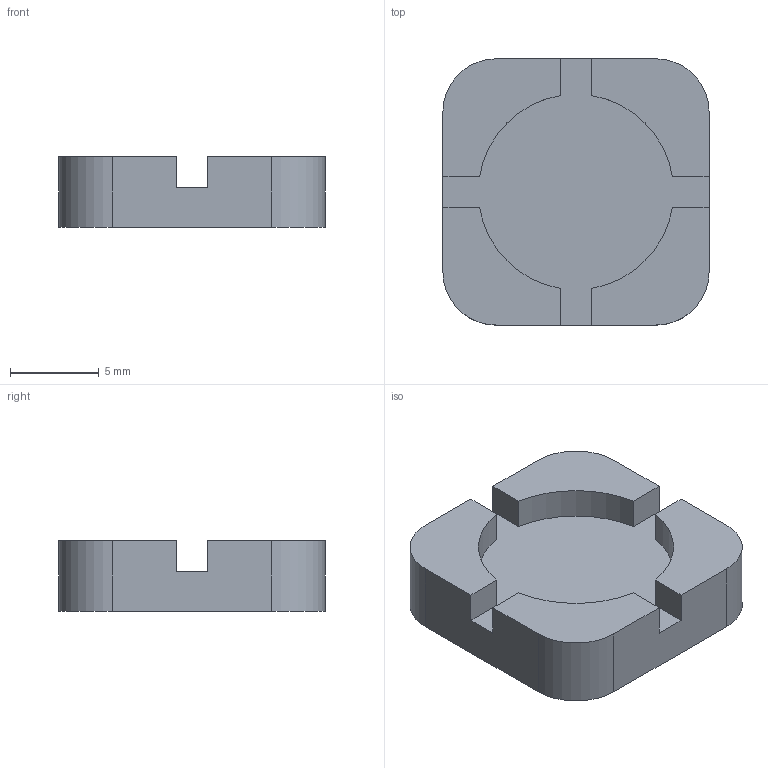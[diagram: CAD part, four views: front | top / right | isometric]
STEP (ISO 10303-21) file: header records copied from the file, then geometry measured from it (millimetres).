
FILE_DESCRIPTION(('Default'),'2;1');
FILE_NAME('PSA_D10_Einbaurahmen.stp','2012-03-13T20:16:56+00:00',('none'),('none'),'CATIA Version 5 Release 19 SP 2 (IN-10)','CATIA V5 STEP AP214','none');
FILE_SCHEMA(('AUTOMOTIVE_DESIGN { 1 0 10303 214 1 1 1 1 }'));
Length unit declared in the file: millimetre
Products named in the file (1): PSA_D10_Einbaurahmen
Bounding box: 15 x 15 x 4 mm (x, y, z)
Volume: 678 mm3; surface area: 718.9 mm2
Topology: 1 solids, 1 shells, 26 faces, 72 edges, 48 vertices
Faces by surface type: plane 18, cylinder 8
Entity records: 793 total; most frequent: ORIENTED_EDGE 144, CARTESIAN_POINT 138, DIRECTION 106, EDGE_CURVE 72, VECTOR 56, LINE 56, VERTEX_POINT 48, AXIS2_PLACEMENT_3D 34
